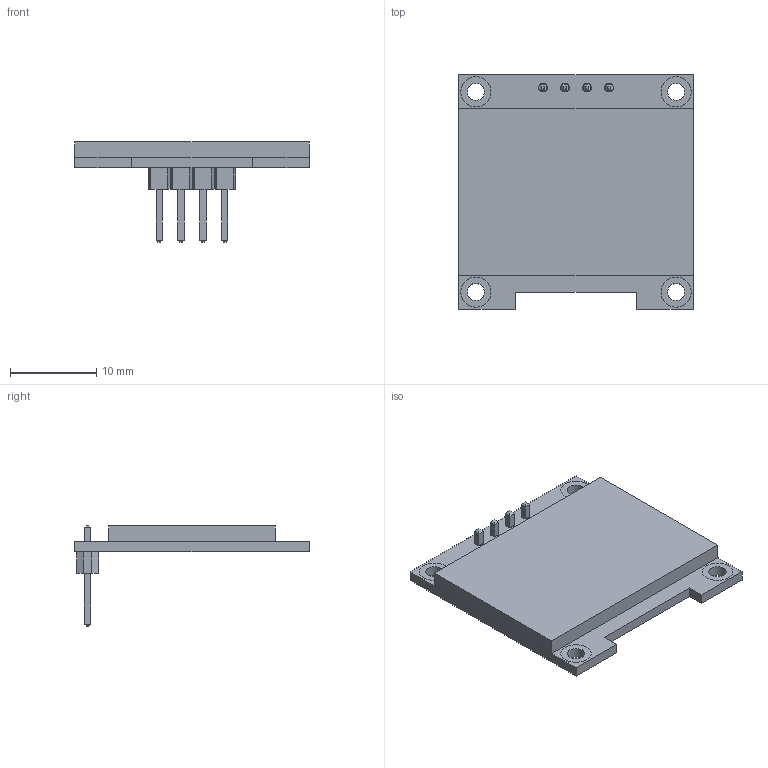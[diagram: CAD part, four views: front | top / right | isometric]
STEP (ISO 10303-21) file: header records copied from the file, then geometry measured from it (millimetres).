
FILE_DESCRIPTION(/* description */ (''),/* implementation_level */ '2;1');
FILE_NAME(/* name */ 'LM096-128064 OLED DISPLAY .step',/* time_stamp */ '2018-07-28T22:43:32+03:00',/* author */ ('forgge'),/* organization */ (''),/* preprocessor_version */ 'ST-DEVELOPER v17',/* originating_system */ 'Autodesk Translation Framework v7.1.0.215',/* authorisation */ '');
FILE_SCHEMA (('AUTOMOTIVE_DESIGN { 1 0 10303 214 3 1 1 }'));
Length unit declared in the file: millimetre
Products named in the file (1): LM096-128064 OLED DISPLAY
Bounding box: 27.2 x 27.2 x 11.6 mm (x, y, z)
Volume: 1856.5 mm3; surface area: 3134.7 mm2
Topology: 10 solids, 10 shells, 152 faces, 340 edges, 216 vertices
Faces by surface type: plane 136, cylinder 16
Full cylindrical faces by diameter (mm): 1.02 x4, 2 x4, 3.5 x8
Entity records: 4213 total; most frequent: CARTESIAN_POINT 709, ORIENTED_EDGE 680, DIRECTION 678, EDGE_CURVE 340, LINE 308, VECTOR 308, VERTEX_POINT 216, AXIS2_PLACEMENT_3D 185
